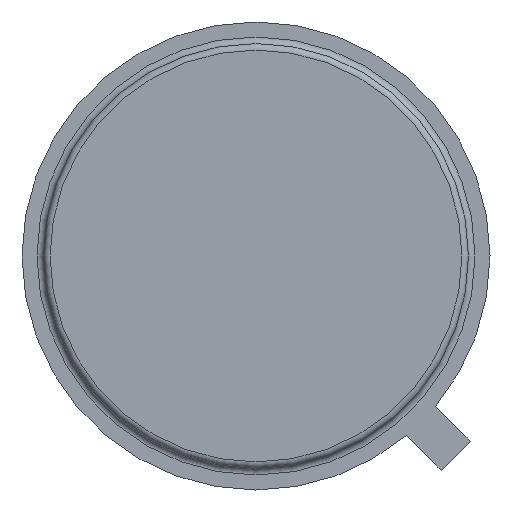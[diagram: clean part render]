
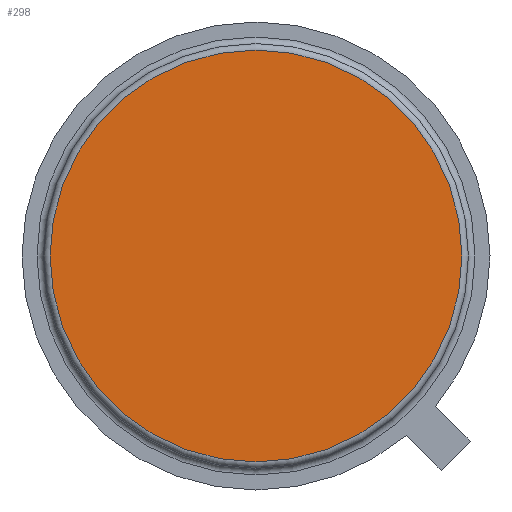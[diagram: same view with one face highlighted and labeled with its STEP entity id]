
A CAD part, front view. The second image highlights one B-rep face of the part: STEP entity #298.
In plain terms, the highlighted planar face has unit normal (0, -1, 0).
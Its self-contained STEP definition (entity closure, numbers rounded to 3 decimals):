
#23=PLANE('',#343);
#80=FACE_OUTER_BOUND('',#103,.T.);
#103=EDGE_LOOP('',(#235));
#134=CIRCLE('',#341,3.94);
#158=VERTEX_POINT('',#506);
#186=EDGE_CURVE('',#158,#158,#134,.T.);
#235=ORIENTED_EDGE('',*,*,#186,.F.);
#298=ADVANCED_FACE('',(#80),#23,.T.);
#341=AXIS2_PLACEMENT_3D('',#507,#402,#403);
#343=AXIS2_PLACEMENT_3D('',#509,#406,#407);
#402=DIRECTION('center_axis',(0.,1.,0.));
#403=DIRECTION('ref_axis',(1.,0.,0.));
#406=DIRECTION('center_axis',(0.,-1.,0.));
#407=DIRECTION('ref_axis',(1.,0.,0.));
#506=CARTESIAN_POINT('',(0.,-3.425,3.94));
#507=CARTESIAN_POINT('Origin',(0.,-3.425,0.));
#509=CARTESIAN_POINT('Origin',(0.,-3.425,0.));
